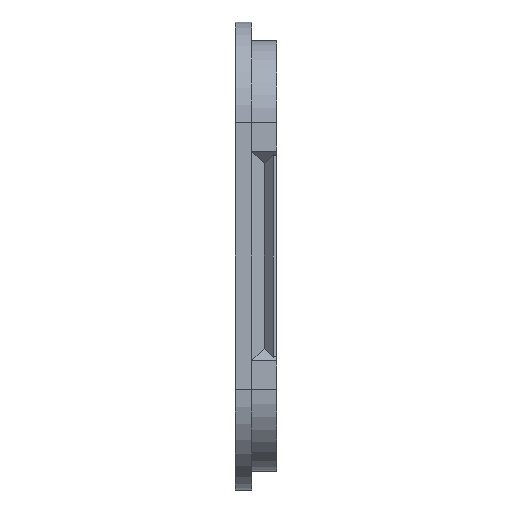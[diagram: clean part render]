
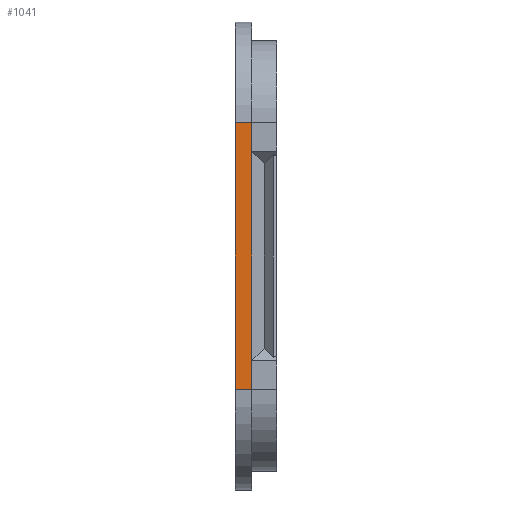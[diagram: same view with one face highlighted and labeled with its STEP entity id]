
A CAD part, left-side view. The second image highlights one B-rep face of the part: STEP entity #1041.
In plain terms, the highlighted planar face has unit normal (-1, 0, 0).
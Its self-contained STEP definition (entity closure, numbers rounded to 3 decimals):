
#115=FACE_OUTER_BOUND('',#169,.T.);
#169=EDGE_LOOP('',(#941,#942,#943,#944));
#224=LINE('',#1558,#346);
#289=LINE('',#1716,#411);
#291=LINE('',#1721,#413);
#292=LINE('',#1723,#414);
#346=VECTOR('',#1238,10.);
#411=VECTOR('',#1407,10.);
#413=VECTOR('',#1415,10.);
#414=VECTOR('',#1418,10.);
#468=VERTEX_POINT('',#1555);
#469=VERTEX_POINT('',#1557);
#509=VERTEX_POINT('',#1713);
#510=VERTEX_POINT('',#1715);
#573=EDGE_CURVE('',#469,#468,#224,.T.);
#652=EDGE_CURVE('',#509,#510,#289,.T.);
#655=EDGE_CURVE('',#510,#468,#291,.T.);
#656=EDGE_CURVE('',#469,#509,#292,.T.);
#941=ORIENTED_EDGE('',*,*,#573,.T.);
#942=ORIENTED_EDGE('',*,*,#655,.F.);
#943=ORIENTED_EDGE('',*,*,#652,.F.);
#944=ORIENTED_EDGE('',*,*,#656,.F.);
#989=PLANE('',#1134);
#1041=ADVANCED_FACE('',(#115),#989,.T.);
#1134=AXIS2_PLACEMENT_3D('',#1722,#1416,#1417);
#1238=DIRECTION('',(0.,0.,1.));
#1407=DIRECTION('',(0.,0.,1.));
#1415=DIRECTION('',(0.,-1.,0.));
#1416=DIRECTION('center_axis',(-1.,0.,0.));
#1417=DIRECTION('ref_axis',(0.,0.,1.));
#1418=DIRECTION('',(0.,1.,0.));
#1555=CARTESIAN_POINT('',(-3.916,13.8,-9.859));
#1557=CARTESIAN_POINT('',(-3.916,13.8,-41.599));
#1558=CARTESIAN_POINT('',(-3.916,13.8,-39.664));
#1713=CARTESIAN_POINT('',(-3.916,15.8,-41.599));
#1715=CARTESIAN_POINT('',(-3.916,15.8,-9.859));
#1716=CARTESIAN_POINT('',(-3.916,15.8,2.141));
#1721=CARTESIAN_POINT('',(-3.916,-7.2,-9.859));
#1722=CARTESIAN_POINT('Origin',(-3.916,-7.2,-53.599));
#1723=CARTESIAN_POINT('',(-3.916,-7.2,-41.599));
